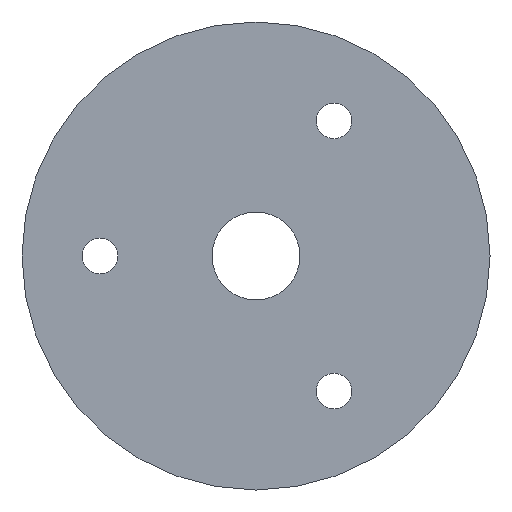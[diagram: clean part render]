
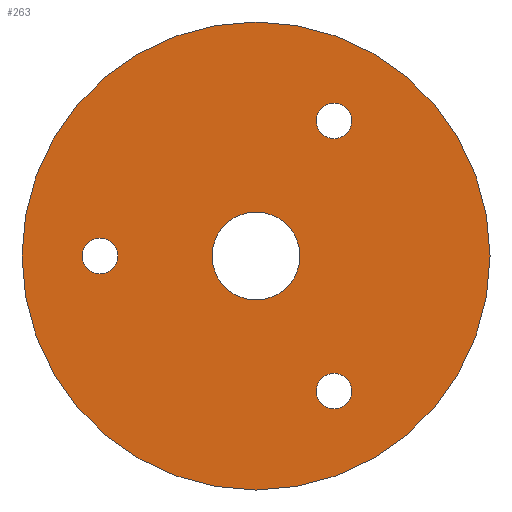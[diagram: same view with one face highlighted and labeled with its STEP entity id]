
A CAD part, front view. The second image highlights one B-rep face of the part: STEP entity #263.
In plain terms, the highlighted planar face has unit normal (0, -1, 0).
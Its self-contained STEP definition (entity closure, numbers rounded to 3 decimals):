
#60=FACE_BOUND('',#93,.T.);
#61=FACE_BOUND('',#94,.T.);
#62=FACE_BOUND('',#95,.T.);
#63=FACE_BOUND('',#96,.T.);
#74=FACE_OUTER_BOUND('',#92,.T.);
#92=EDGE_LOOP('',(#241));
#93=EDGE_LOOP('',(#242));
#94=EDGE_LOOP('',(#243));
#95=EDGE_LOOP('',(#244));
#96=EDGE_LOOP('',(#245));
#105=CIRCLE('',#280,3.1);
#110=CIRCLE('',#287,1.25);
#111=CIRCLE('',#289,1.25);
#112=CIRCLE('',#291,1.25);
#113=CIRCLE('',#293,16.5);
#130=VERTEX_POINT('',#574);
#135=VERTEX_POINT('',#587);
#136=VERTEX_POINT('',#591);
#137=VERTEX_POINT('',#595);
#138=VERTEX_POINT('',#599);
#163=EDGE_CURVE('',#130,#130,#105,.T.);
#169=EDGE_CURVE('',#135,#135,#110,.T.);
#171=EDGE_CURVE('',#136,#136,#111,.T.);
#173=EDGE_CURVE('',#137,#137,#112,.T.);
#174=EDGE_CURVE('',#138,#138,#113,.T.);
#241=ORIENTED_EDGE('',*,*,#174,.T.);
#242=ORIENTED_EDGE('',*,*,#163,.F.);
#243=ORIENTED_EDGE('',*,*,#169,.T.);
#244=ORIENTED_EDGE('',*,*,#171,.T.);
#245=ORIENTED_EDGE('',*,*,#173,.T.);
#252=PLANE('',#292);
#263=ADVANCED_FACE('',(#74,#60,#61,#62,#63),#252,.T.);
#280=AXIS2_PLACEMENT_3D('',#576,#328,#329);
#287=AXIS2_PLACEMENT_3D('',#589,#343,#344);
#289=AXIS2_PLACEMENT_3D('',#593,#348,#349);
#291=AXIS2_PLACEMENT_3D('',#597,#353,#354);
#292=AXIS2_PLACEMENT_3D('',#598,#355,#356);
#293=AXIS2_PLACEMENT_3D('',#600,#357,#358);
#328=DIRECTION('center_axis',(0.,-1.,0.));
#329=DIRECTION('ref_axis',(-1.,0.,0.));
#343=DIRECTION('center_axis',(0.,1.,0.));
#344=DIRECTION('ref_axis',(-1.,0.,0.));
#348=DIRECTION('center_axis',(0.,1.,0.));
#349=DIRECTION('ref_axis',(-1.,0.,0.));
#353=DIRECTION('center_axis',(0.,1.,0.));
#354=DIRECTION('ref_axis',(-1.,0.,0.));
#355=DIRECTION('center_axis',(0.,-1.,0.));
#356=DIRECTION('ref_axis',(1.,0.,0.));
#357=DIRECTION('center_axis',(0.,-1.,0.));
#358=DIRECTION('ref_axis',(1.,0.,0.));
#574=CARTESIAN_POINT('',(3.1,-13.5,0.));
#576=CARTESIAN_POINT('Origin',(0.,-13.5,0.));
#587=CARTESIAN_POINT('',(-9.75,-13.5,0.));
#589=CARTESIAN_POINT('Origin',(-11.,-13.5,0.));
#591=CARTESIAN_POINT('',(6.75,-13.5,-9.526));
#593=CARTESIAN_POINT('Origin',(5.5,-13.5,-9.526));
#595=CARTESIAN_POINT('',(6.75,-13.5,9.526));
#597=CARTESIAN_POINT('Origin',(5.5,-13.5,9.526));
#598=CARTESIAN_POINT('Origin',(0.,-13.5,0.));
#599=CARTESIAN_POINT('',(-16.5,-13.5,0.));
#600=CARTESIAN_POINT('Origin',(0.,-13.5,0.));
